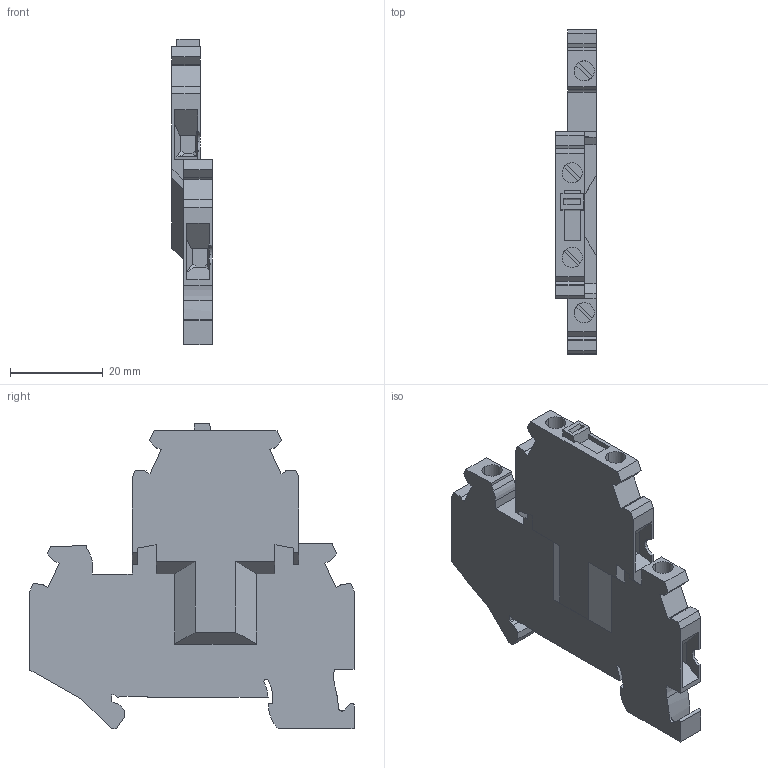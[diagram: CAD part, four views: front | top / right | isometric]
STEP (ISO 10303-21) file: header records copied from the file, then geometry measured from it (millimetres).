
FILE_DESCRIPTION(('Creo Elements/Direct Modeling STEP Export'),'2;1');
FILE_NAME('model.stp','2020-01-16T 0:17:11',(''),(''),'Creo Elements/Direct Modeling STEP processor for AP214 (Solid Model)','Creo Elements/Direct Modeling 20.1A 29-Sep-2018 (C) Parametric Technology GmbH','');
FILE_SCHEMA(('AUTOMOTIVE_DESIGN { 1 0 10303 214 1 1 1 1 }'));
Length unit declared in the file: millimetre
Products named in the file (2): UTTB_4-MT_P_P_BU-SELECT
Assembly tree (1 placements, depth 2):
  UTTB_4-MT_P_P_BU-SELECT
    UTTB_4-MT_P_P_BU-SELECT
Bounding box: 8.72 x 69.9 x 65.95 mm (x, y, z)
Volume: 16491 mm3; surface area: 9623.4 mm2
Topology: 1 solids, 1 shells, 243 faces, 696 edges, 461 vertices
Faces by surface type: plane 216, cylinder 27
Entity records: 9595 total; most frequent: ORIENTED_EDGE 1392, CARTESIAN_POINT 1368, DIRECTION 1200, EDGE_CURVE 696, VECTOR 614, LINE 614, VERTEX_POINT 461, AXIS2_PLACEMENT_3D 293
